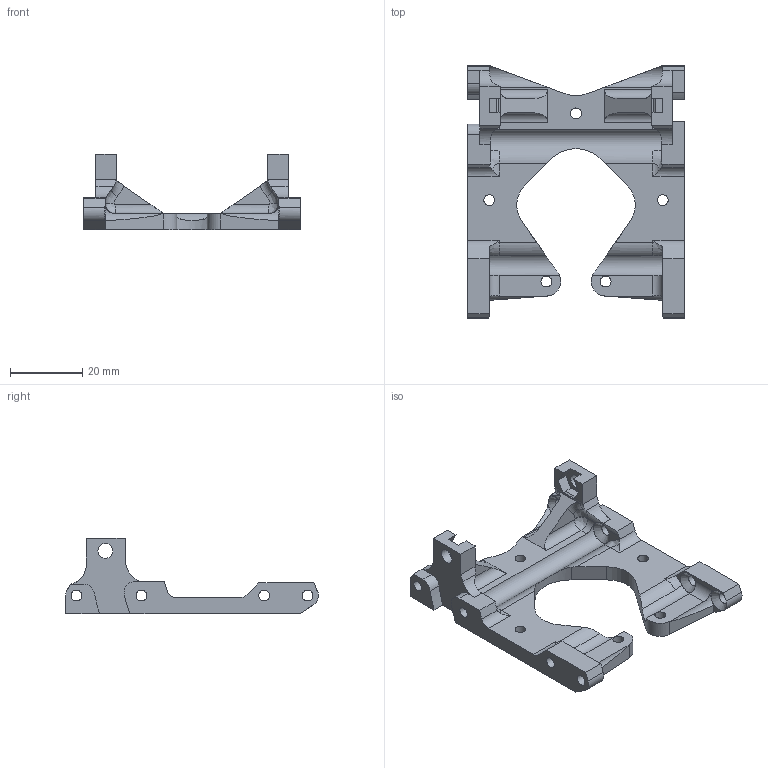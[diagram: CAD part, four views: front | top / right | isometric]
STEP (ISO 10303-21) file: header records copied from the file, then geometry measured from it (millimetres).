
FILE_DESCRIPTION(/* description */ (''),/* implementation_level */ '2;1');
FILE_NAME(/* name */ 'CMB_3DP_Support.step',/* time_stamp */ '2023-05-24T10:57:47+08:00',/* author */ (''),/* organization */ (''),/* preprocessor_version */ 'ST-DEVELOPER v19.2',/* originating_system */ 'Autodesk Translation Framework v12.4.0.73',/* authorisation */ '');
FILE_SCHEMA (('AUTOMOTIVE_DESIGN { 1 0 10303 214 3 1 1 }'));
Length unit declared in the file: millimetre
Products named in the file (1): CMB_3DP_Support
Bounding box: 60 x 69.98 x 20.82 mm (x, y, z)
Volume: 14280.1 mm3; surface area: 9860.1 mm2
Topology: 1 solids, 1 shells, 190 faces, 542 edges, 350 vertices
Faces by surface type: plane 88, cylinder 78, bspline 12, cone 8, torus 4
Full cylindrical faces by diameter (mm): 3 x13, 4.1 x2
Entity records: 6696 total; most frequent: CARTESIAN_POINT 1648, ORIENTED_EDGE 1084, DIRECTION 1022, EDGE_CURVE 542, AXIS2_PLACEMENT_3D 354, VERTEX_POINT 350, LINE 314, VECTOR 314
